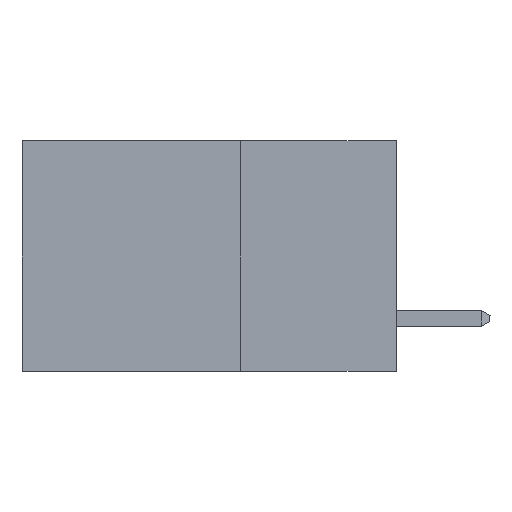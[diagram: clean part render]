
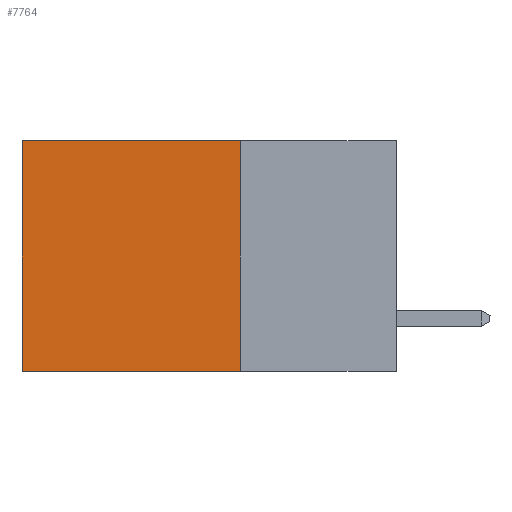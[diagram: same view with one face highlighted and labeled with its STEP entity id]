
A CAD part, left-side view. The second image highlights one B-rep face of the part: STEP entity #7764.
In plain terms, the highlighted planar face has unit normal (-1, 0, 0).
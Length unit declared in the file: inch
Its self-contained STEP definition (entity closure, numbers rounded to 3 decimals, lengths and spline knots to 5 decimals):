
#281 = VERTEX_POINT ( 'NONE', #2532 ) ;
#796 = EDGE_LOOP ( 'NONE', ( #2609, #13835, #13023, #2030 ) ) ;
#834 = CARTESIAN_POINT ( 'NONE',  ( 0.2615, 0.25, -0.37 ) ) ;
#1067 = LINE ( 'NONE', #12634, #9805 ) ;
#2030 = ORIENTED_EDGE ( 'NONE', *, *, #9493, .T. ) ;
#2046 = DIRECTION ( 'NONE',  ( 1., 0., 0. ) ) ;
#2520 = EDGE_CURVE ( 'NONE', #12941, #6656, #1067, .T. ) ;
#2532 = CARTESIAN_POINT ( 'NONE',  ( 0.2615, 0.25, 0. ) ) ;
#2609 = ORIENTED_EDGE ( 'NONE', *, *, #11804, .T. ) ;
#2742 = AXIS2_PLACEMENT_3D ( 'NONE', #834, #2046, #9651 ) ;
#2900 = LINE ( 'NONE', #6073, #13750 ) ;
#6003 = LINE ( 'NONE', #8394, #8205 ) ;
#6073 = CARTESIAN_POINT ( 'NONE',  ( 0.2615, 0.25, 0. ) ) ;
#6242 = VECTOR ( 'NONE', #13361, 39.37008 ) ;
#6268 = DIRECTION ( 'NONE',  ( 0., 0., -1. ) ) ;
#6548 = FACE_OUTER_BOUND ( 'NONE', #796, .T. ) ;
#6656 = VERTEX_POINT ( 'NONE', #10768 ) ;
#7764 = ADVANCED_FACE ( 'NONE', ( #6548 ), #8577, .F. ) ;
#8205 = VECTOR ( 'NONE', #6268, 39.37008 ) ;
#8223 = CARTESIAN_POINT ( 'NONE',  ( 0.2615, 0.6, -0.37 ) ) ;
#8394 = CARTESIAN_POINT ( 'NONE',  ( 0.2615, 0.25, -0.37 ) ) ;
#8577 = PLANE ( 'NONE',  #2742 ) ;
#9493 = EDGE_CURVE ( 'NONE', #281, #13858, #2900, .T. ) ;
#9651 = DIRECTION ( 'NONE',  ( 0., 0., -1. ) ) ;
#9805 = VECTOR ( 'NONE', #12333, 39.37008 ) ;
#10442 = CARTESIAN_POINT ( 'NONE',  ( 0.2615, 0.25, -0.37 ) ) ;
#10768 = CARTESIAN_POINT ( 'NONE',  ( 0.2615, 0.6, -0.37 ) ) ;
#11804 = EDGE_CURVE ( 'NONE', #13858, #6656, #12181, .T. ) ;
#11936 = CARTESIAN_POINT ( 'NONE',  ( 0.2615, 0.6, 0. ) ) ;
#12181 = LINE ( 'NONE', #8223, #6242 ) ;
#12333 = DIRECTION ( 'NONE',  ( 0., 1., 0. ) ) ;
#12368 = DIRECTION ( 'NONE',  ( 0., 1., 0. ) ) ;
#12634 = CARTESIAN_POINT ( 'NONE',  ( 0.2615, 0.25, -0.37 ) ) ;
#12941 = VERTEX_POINT ( 'NONE', #10442 ) ;
#12996 = EDGE_CURVE ( 'NONE', #281, #12941, #6003, .T. ) ;
#13023 = ORIENTED_EDGE ( 'NONE', *, *, #12996, .F. ) ;
#13361 = DIRECTION ( 'NONE',  ( 0., 0., -1. ) ) ;
#13750 = VECTOR ( 'NONE', #12368, 39.37008 ) ;
#13835 = ORIENTED_EDGE ( 'NONE', *, *, #2520, .F. ) ;
#13858 = VERTEX_POINT ( 'NONE', #11936 ) ;
